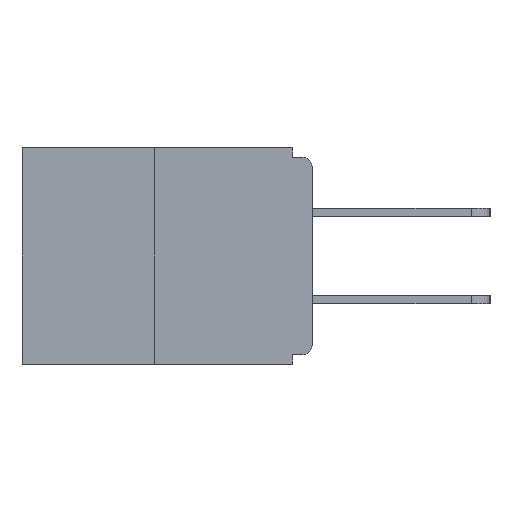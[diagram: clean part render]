
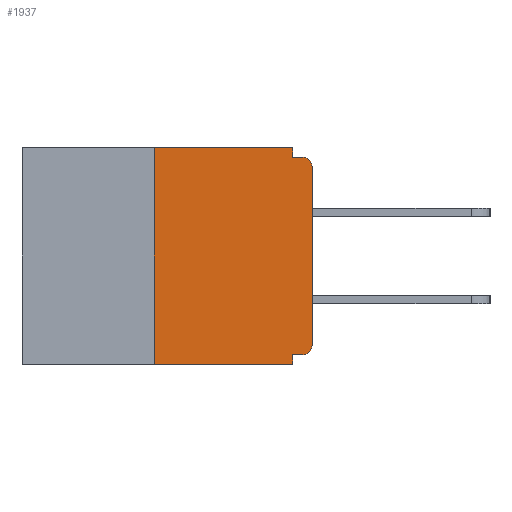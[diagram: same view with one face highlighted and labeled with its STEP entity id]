
A CAD part, left-side view. The second image highlights one B-rep face of the part: STEP entity #1937.
In plain terms, the highlighted planar face has unit normal (-1, 0, 0).
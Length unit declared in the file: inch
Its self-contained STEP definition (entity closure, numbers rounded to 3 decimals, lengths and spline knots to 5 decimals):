
#79 = LINE ( 'NONE', #9668, #8603 ) ;
#130 = VERTEX_POINT ( 'NONE', #12864 ) ;
#397 = CARTESIAN_POINT ( 'NONE',  ( 0., 0., -0.03 ) ) ;
#486 = EDGE_CURVE ( 'NONE', #9529, #9283, #6866, .T. ) ;
#624 = CARTESIAN_POINT ( 'NONE',  ( 0., 0., -0.328 ) ) ;
#668 = VECTOR ( 'NONE', #8529, 39.37008 ) ;
#825 = DIRECTION ( 'NONE',  ( 0., 0., -1. ) ) ;
#1276 = CARTESIAN_POINT ( 'NONE',  ( 0., 0., -0.015 ) ) ;
#1631 = DIRECTION ( 'NONE',  ( 0., 1., 0. ) ) ;
#1740 = DIRECTION ( 'NONE',  ( 0., 0., 1. ) ) ;
#1854 = CARTESIAN_POINT ( 'NONE',  ( 0., 0.031, -0.015 ) ) ;
#1922 = ORIENTED_EDGE ( 'NONE', *, *, #2256, .T. ) ;
#1937 = ADVANCED_FACE ( 'NONE', ( #2008 ), #8505, .F. ) ;
#1995 = CARTESIAN_POINT ( 'NONE',  ( 0., 0.031, -0.328 ) ) ;
#2008 = FACE_OUTER_BOUND ( 'NONE', #10290, .T. ) ;
#2020 = ORIENTED_EDGE ( 'NONE', *, *, #12411, .T. ) ;
#2024 = DIRECTION ( 'NONE',  ( 0., -1., 0. ) ) ;
#2168 = VECTOR ( 'NONE', #5255, 39.37008 ) ;
#2256 = EDGE_CURVE ( 'NONE', #3875, #7666, #11809, .T. ) ;
#2306 = CARTESIAN_POINT ( 'NONE',  ( 0., 0.46, 0. ) ) ;
#2384 = AXIS2_PLACEMENT_3D ( 'NONE', #2306, #9507, #9377 ) ;
#2397 = CARTESIAN_POINT ( 'NONE',  ( 0., 0.015, -0.03 ) ) ;
#2556 = CARTESIAN_POINT ( 'NONE',  ( 0., 0.015, -0.328 ) ) ;
#2644 = ORIENTED_EDGE ( 'NONE', *, *, #6984, .F. ) ;
#2881 = CARTESIAN_POINT ( 'NONE',  ( 0., 0.031, 0. ) ) ;
#3010 = VECTOR ( 'NONE', #1631, 39.37008 ) ;
#3051 = CARTESIAN_POINT ( 'NONE',  ( 0., 0.25, -0.343 ) ) ;
#3175 = CARTESIAN_POINT ( 'NONE',  ( 0., 0.46, 0. ) ) ;
#3295 = DIRECTION ( 'NONE',  ( -1., 0., 0. ) ) ;
#3482 = VECTOR ( 'NONE', #2024, 39.37008 ) ;
#3875 = VERTEX_POINT ( 'NONE', #2556 ) ;
#3903 = AXIS2_PLACEMENT_3D ( 'NONE', #2397, #3295, #4316 ) ;
#4042 = DIRECTION ( 'NONE',  ( 0., 0., 1. ) ) ;
#4252 = VECTOR ( 'NONE', #1740, 39.37008 ) ;
#4316 = DIRECTION ( 'NONE',  ( 0., 0., -1. ) ) ;
#4459 = LINE ( 'NONE', #624, #3010 ) ;
#4551 = ORIENTED_EDGE ( 'NONE', *, *, #12918, .F. ) ;
#4739 = CARTESIAN_POINT ( 'NONE',  ( 0., 0., -0.313 ) ) ;
#4887 = VERTEX_POINT ( 'NONE', #5086 ) ;
#4980 = EDGE_CURVE ( 'NONE', #8054, #9336, #79, .T. ) ;
#4986 = VECTOR ( 'NONE', #4042, 39.37008 ) ;
#5086 = CARTESIAN_POINT ( 'NONE',  ( 0., 0.25, 0. ) ) ;
#5255 = DIRECTION ( 'NONE',  ( 0., -1., 0. ) ) ;
#5778 = DIRECTION ( 'NONE',  ( -1., 0., 0. ) ) ;
#6134 = ORIENTED_EDGE ( 'NONE', *, *, #9489, .F. ) ;
#6335 = ORIENTED_EDGE ( 'NONE', *, *, #12564, .F. ) ;
#6512 = DIRECTION ( 'NONE',  ( 0., 0., -1. ) ) ;
#6590 = LINE ( 'NONE', #1276, #2168 ) ;
#6619 = ORIENTED_EDGE ( 'NONE', *, *, #9343, .F. ) ;
#6866 = CIRCLE ( 'NONE', #3903, 0.015 ) ;
#6935 = CARTESIAN_POINT ( 'NONE',  ( 0., 0.015, -0.015 ) ) ;
#6944 = VECTOR ( 'NONE', #825, 39.37008 ) ;
#6984 = EDGE_CURVE ( 'NONE', #4887, #130, #10875, .T. ) ;
#7605 = EDGE_CURVE ( 'NONE', #7666, #9529, #10256, .T. ) ;
#7617 = LINE ( 'NONE', #9613, #668 ) ;
#7666 = VERTEX_POINT ( 'NONE', #4739 ) ;
#7683 = VERTEX_POINT ( 'NONE', #1854 ) ;
#8054 = VERTEX_POINT ( 'NONE', #1995 ) ;
#8078 = LINE ( 'NONE', #2881, #6944 ) ;
#8296 = ORIENTED_EDGE ( 'NONE', *, *, #4980, .F. ) ;
#8505 = PLANE ( 'NONE',  #2384 ) ;
#8529 = DIRECTION ( 'NONE',  ( 0., -1., 0. ) ) ;
#8603 = VECTOR ( 'NONE', #6512, 39.37008 ) ;
#8886 = CARTESIAN_POINT ( 'NONE',  ( 0., 0., 0. ) ) ;
#9283 = VERTEX_POINT ( 'NONE', #6935 ) ;
#9336 = VERTEX_POINT ( 'NONE', #9901 ) ;
#9343 = EDGE_CURVE ( 'NONE', #10074, #4887, #9589, .T. ) ;
#9377 = DIRECTION ( 'NONE',  ( 0., 0., -1. ) ) ;
#9489 = EDGE_CURVE ( 'NONE', #7683, #9283, #6590, .T. ) ;
#9507 = DIRECTION ( 'NONE',  ( 1., 0., 0. ) ) ;
#9529 = VERTEX_POINT ( 'NONE', #397 ) ;
#9589 = LINE ( 'NONE', #12291, #4986 ) ;
#9613 = CARTESIAN_POINT ( 'NONE',  ( 0., 0.46, -0.343 ) ) ;
#9668 = CARTESIAN_POINT ( 'NONE',  ( 0., 0.031, -0.343 ) ) ;
#9828 = AXIS2_PLACEMENT_3D ( 'NONE', #10815, #5778, #9839 ) ;
#9839 = DIRECTION ( 'NONE',  ( 0., 0., -1. ) ) ;
#9901 = CARTESIAN_POINT ( 'NONE',  ( 0., 0.031, -0.343 ) ) ;
#10074 = VERTEX_POINT ( 'NONE', #3051 ) ;
#10256 = LINE ( 'NONE', #8886, #4252 ) ;
#10290 = EDGE_LOOP ( 'NONE', ( #2644, #6619, #2020, #8296, #6335, #1922, #12002, #12992, #6134, #4551 ) ) ;
#10815 = CARTESIAN_POINT ( 'NONE',  ( 0., 0.015, -0.313 ) ) ;
#10875 = LINE ( 'NONE', #3175, #3482 ) ;
#11809 = CIRCLE ( 'NONE', #9828, 0.015 ) ;
#12002 = ORIENTED_EDGE ( 'NONE', *, *, #7605, .T. ) ;
#12291 = CARTESIAN_POINT ( 'NONE',  ( 0., 0.25, 0. ) ) ;
#12411 = EDGE_CURVE ( 'NONE', #10074, #9336, #7617, .T. ) ;
#12564 = EDGE_CURVE ( 'NONE', #3875, #8054, #4459, .T. ) ;
#12864 = CARTESIAN_POINT ( 'NONE',  ( 0., 0.031, 0. ) ) ;
#12918 = EDGE_CURVE ( 'NONE', #130, #7683, #8078, .T. ) ;
#12992 = ORIENTED_EDGE ( 'NONE', *, *, #486, .T. ) ;
